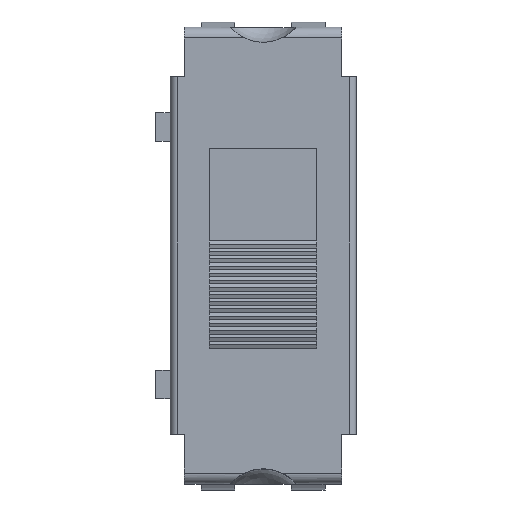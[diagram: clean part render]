
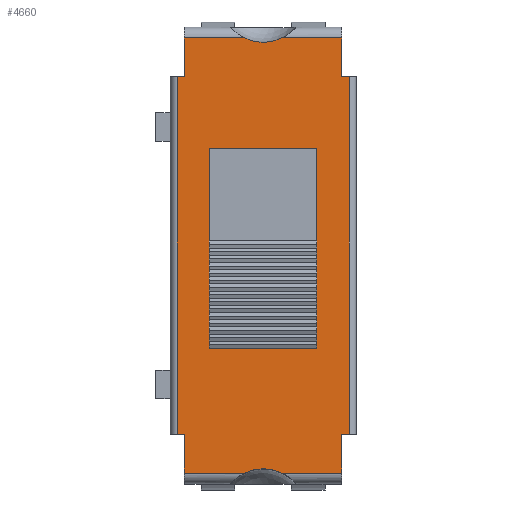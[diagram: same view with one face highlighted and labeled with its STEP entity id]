
A CAD part, top view. The second image highlights one B-rep face of the part: STEP entity #4660.
In plain terms, the highlighted planar face has unit normal (0, 0, 1).
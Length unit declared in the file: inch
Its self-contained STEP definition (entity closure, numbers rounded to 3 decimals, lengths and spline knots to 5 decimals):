
#110=FACE_BOUND('',#567,.T.);
#182=CIRCLE('',#5030,0.06);
#183=CIRCLE('',#5031,0.06);
#309=FACE_OUTER_BOUND('',#566,.T.);
#566=EDGE_LOOP('',(#3459,#3460,#3461,#3462,#3463,#3464,#3465,#3466,#3467,
#3468,#3469,#3470,#3471,#3472,#3473,#3474));
#567=EDGE_LOOP('',(#3475,#3476,#3477,#3478));
#927=LINE('',#6971,#1492);
#929=LINE('',#6978,#1494);
#934=LINE('',#6988,#1499);
#939=LINE('',#6998,#1504);
#945=LINE('',#7014,#1510);
#946=LINE('',#7017,#1511);
#996=LINE('',#7186,#1561);
#997=LINE('',#7190,#1562);
#998=LINE('',#7191,#1563);
#999=LINE('',#7192,#1564);
#1000=LINE('',#7194,#1565);
#1001=LINE('',#7198,#1566);
#1002=LINE('',#7199,#1567);
#1003=LINE('',#7200,#1568);
#1004=LINE('',#7203,#1569);
#1005=LINE('',#7205,#1570);
#1006=LINE('',#7207,#1571);
#1007=LINE('',#7208,#1572);
#1492=VECTOR('',#5574,39.37008);
#1494=VECTOR('',#5582,39.37008);
#1499=VECTOR('',#5591,39.37008);
#1504=VECTOR('',#5598,39.37008);
#1510=VECTOR('',#5612,39.37008);
#1511=VECTOR('',#5615,39.37008);
#1561=VECTOR('',#5767,39.37008);
#1562=VECTOR('',#5770,39.37008);
#1563=VECTOR('',#5771,39.37008);
#1564=VECTOR('',#5772,39.37008);
#1565=VECTOR('',#5773,39.37008);
#1566=VECTOR('',#5776,39.37008);
#1567=VECTOR('',#5777,39.37008);
#1568=VECTOR('',#5778,39.37008);
#1569=VECTOR('',#5779,39.37008);
#1570=VECTOR('',#5780,39.37008);
#1571=VECTOR('',#5781,39.37008);
#1572=VECTOR('',#5782,39.37008);
#2045=VERTEX_POINT('',#6968);
#2046=VERTEX_POINT('',#6970);
#2047=VERTEX_POINT('',#6975);
#2048=VERTEX_POINT('',#6977);
#2050=VERTEX_POINT('',#6985);
#2051=VERTEX_POINT('',#6987);
#2054=VERTEX_POINT('',#6995);
#2055=VERTEX_POINT('',#6997);
#2061=VERTEX_POINT('',#7012);
#2062=VERTEX_POINT('',#7016);
#2130=VERTEX_POINT('',#7185);
#2131=VERTEX_POINT('',#7187);
#2132=VERTEX_POINT('',#7189);
#2133=VERTEX_POINT('',#7193);
#2134=VERTEX_POINT('',#7195);
#2135=VERTEX_POINT('',#7197);
#2136=VERTEX_POINT('',#7201);
#2137=VERTEX_POINT('',#7202);
#2138=VERTEX_POINT('',#7204);
#2139=VERTEX_POINT('',#7206);
#2531=EDGE_CURVE('',#2046,#2045,#927,.T.);
#2535=EDGE_CURVE('',#2047,#2048,#929,.T.);
#2541=EDGE_CURVE('',#2051,#2050,#934,.T.);
#2546=EDGE_CURVE('',#2054,#2055,#939,.T.);
#2555=EDGE_CURVE('',#2054,#2061,#945,.T.);
#2556=EDGE_CURVE('',#2062,#2045,#946,.T.);
#2640=EDGE_CURVE('',#2130,#2061,#996,.T.);
#2641=EDGE_CURVE('',#2130,#2131,#182,.T.);
#2642=EDGE_CURVE('',#2132,#2131,#997,.T.);
#2643=EDGE_CURVE('',#2048,#2132,#998,.T.);
#2644=EDGE_CURVE('',#2046,#2047,#999,.T.);
#2645=EDGE_CURVE('',#2062,#2133,#1000,.T.);
#2646=EDGE_CURVE('',#2134,#2133,#183,.T.);
#2647=EDGE_CURVE('',#2134,#2135,#1001,.T.);
#2648=EDGE_CURVE('',#2135,#2051,#1002,.T.);
#2649=EDGE_CURVE('',#2050,#2055,#1003,.T.);
#2650=EDGE_CURVE('',#2136,#2137,#1004,.T.);
#2651=EDGE_CURVE('',#2138,#2136,#1005,.T.);
#2652=EDGE_CURVE('',#2139,#2138,#1006,.T.);
#2653=EDGE_CURVE('',#2137,#2139,#1007,.T.);
#3459=ORIENTED_EDGE('',*,*,#2640,.F.);
#3460=ORIENTED_EDGE('',*,*,#2641,.T.);
#3461=ORIENTED_EDGE('',*,*,#2642,.F.);
#3462=ORIENTED_EDGE('',*,*,#2643,.F.);
#3463=ORIENTED_EDGE('',*,*,#2535,.F.);
#3464=ORIENTED_EDGE('',*,*,#2644,.F.);
#3465=ORIENTED_EDGE('',*,*,#2531,.T.);
#3466=ORIENTED_EDGE('',*,*,#2556,.F.);
#3467=ORIENTED_EDGE('',*,*,#2645,.T.);
#3468=ORIENTED_EDGE('',*,*,#2646,.F.);
#3469=ORIENTED_EDGE('',*,*,#2647,.T.);
#3470=ORIENTED_EDGE('',*,*,#2648,.T.);
#3471=ORIENTED_EDGE('',*,*,#2541,.T.);
#3472=ORIENTED_EDGE('',*,*,#2649,.T.);
#3473=ORIENTED_EDGE('',*,*,#2546,.F.);
#3474=ORIENTED_EDGE('',*,*,#2555,.T.);
#3475=ORIENTED_EDGE('',*,*,#2650,.F.);
#3476=ORIENTED_EDGE('',*,*,#2651,.F.);
#3477=ORIENTED_EDGE('',*,*,#2652,.F.);
#3478=ORIENTED_EDGE('',*,*,#2653,.F.);
#4474=PLANE('',#5029);
#4660=ADVANCED_FACE('',(#309,#110),#4474,.F.);
#5029=AXIS2_PLACEMENT_3D('',#7184,#5765,#5766);
#5030=AXIS2_PLACEMENT_3D('',#7188,#5768,#5769);
#5031=AXIS2_PLACEMENT_3D('',#7196,#5774,#5775);
#5574=DIRECTION('',(-1.,0.,0.));
#5582=DIRECTION('',(-1.,0.,0.));
#5591=DIRECTION('',(-1.,0.,0.));
#5598=DIRECTION('',(-1.,0.,0.));
#5612=DIRECTION('',(0.,-1.,0.));
#5615=DIRECTION('',(0.,-1.,0.));
#5765=DIRECTION('center_axis',(0.,0.,-1.));
#5766=DIRECTION('ref_axis',(0.,1.,0.));
#5767=DIRECTION('',(-1.,0.,0.));
#5768=DIRECTION('center_axis',(0.,0.,-1.));
#5769=DIRECTION('ref_axis',(0.,1.,0.));
#5770=DIRECTION('',(-1.,0.,0.));
#5771=DIRECTION('',(0.,-1.,0.));
#5772=DIRECTION('',(0.,-1.,0.));
#5773=DIRECTION('',(-1.,0.,0.));
#5774=DIRECTION('center_axis',(0.,0.,1.));
#5775=DIRECTION('ref_axis',(0.,-1.,0.));
#5776=DIRECTION('',(-1.,0.,0.));
#5777=DIRECTION('',(0.,-1.,0.));
#5778=DIRECTION('',(0.,-1.,0.));
#5779=DIRECTION('',(0.,-1.,0.));
#5780=DIRECTION('',(-1.,0.,0.));
#5781=DIRECTION('',(0.,1.,0.));
#5782=DIRECTION('',(1.,0.,0.));
#6968=CARTESIAN_POINT('',(0.11,-0.002,0.252));
#6970=CARTESIAN_POINT('',(0.12,-0.002,0.252));
#6971=CARTESIAN_POINT('',(0.12,-0.002,0.252));
#6975=CARTESIAN_POINT('',(0.12,-0.502,0.252));
#6977=CARTESIAN_POINT('',(0.11,-0.502,0.252));
#6978=CARTESIAN_POINT('',(0.12,-0.502,0.252));
#6985=CARTESIAN_POINT('',(-0.12,-0.002,0.252));
#6987=CARTESIAN_POINT('',(-0.11,-0.002,0.252));
#6988=CARTESIAN_POINT('',(-0.11,-0.002,0.252));
#6995=CARTESIAN_POINT('',(-0.11,-0.502,0.252));
#6997=CARTESIAN_POINT('',(-0.12,-0.502,0.252));
#6998=CARTESIAN_POINT('',(-0.11,-0.502,0.252));
#7012=CARTESIAN_POINT('',(-0.11,-0.556,0.252));
#7014=CARTESIAN_POINT('',(-0.11,0.052,0.252));
#7016=CARTESIAN_POINT('',(0.11,0.052,0.252));
#7017=CARTESIAN_POINT('',(0.11,0.052,0.252));
#7184=CARTESIAN_POINT('Origin',(0.11,0.052,0.252));
#7185=CARTESIAN_POINT('',(-0.02615,-0.556,0.252));
#7186=CARTESIAN_POINT('',(0.11,-0.556,0.252));
#7187=CARTESIAN_POINT('',(0.02615,-0.556,0.252));
#7188=CARTESIAN_POINT('Origin',(0.,-0.61,0.252));
#7189=CARTESIAN_POINT('',(0.11,-0.556,0.252));
#7190=CARTESIAN_POINT('',(0.11,-0.556,0.252));
#7191=CARTESIAN_POINT('',(0.11,0.052,0.252));
#7192=CARTESIAN_POINT('',(0.12,-0.002,0.252));
#7193=CARTESIAN_POINT('',(0.02615,0.052,0.252));
#7194=CARTESIAN_POINT('',(0.11,0.052,0.252));
#7195=CARTESIAN_POINT('',(-0.02615,0.052,0.252));
#7196=CARTESIAN_POINT('Origin',(0.,0.106,0.252));
#7197=CARTESIAN_POINT('',(-0.11,0.052,0.252));
#7198=CARTESIAN_POINT('',(0.11,0.052,0.252));
#7199=CARTESIAN_POINT('',(-0.11,0.052,0.252));
#7200=CARTESIAN_POINT('',(-0.12,-0.002,0.252));
#7201=CARTESIAN_POINT('',(-0.075,-0.102,0.252));
#7202=CARTESIAN_POINT('',(-0.075,-0.382,0.252));
#7203=CARTESIAN_POINT('',(-0.075,-0.102,0.252));
#7204=CARTESIAN_POINT('',(0.075,-0.102,0.252));
#7205=CARTESIAN_POINT('',(0.075,-0.102,0.252));
#7206=CARTESIAN_POINT('',(0.075,-0.382,0.252));
#7207=CARTESIAN_POINT('',(0.075,-0.382,0.252));
#7208=CARTESIAN_POINT('',(-0.075,-0.382,0.252));
